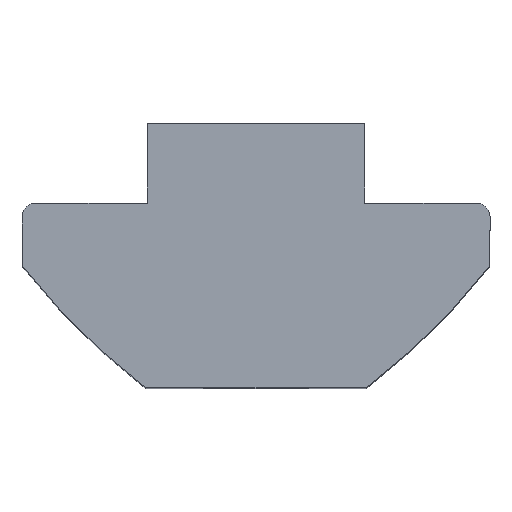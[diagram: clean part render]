
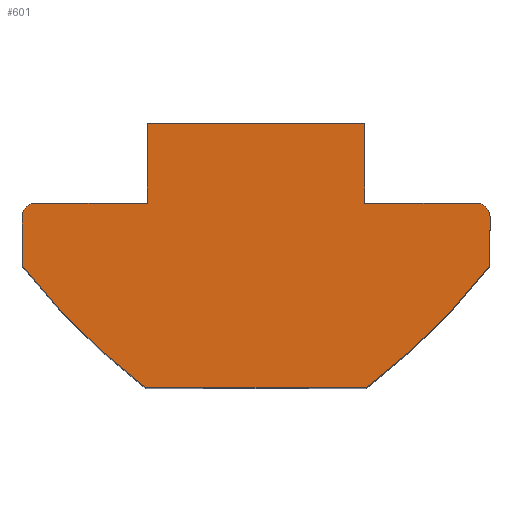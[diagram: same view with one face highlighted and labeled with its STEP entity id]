
A CAD part, top view. The second image highlights one B-rep face of the part: STEP entity #601.
In plain terms, the highlighted planar face has unit normal (0, 0, 1).
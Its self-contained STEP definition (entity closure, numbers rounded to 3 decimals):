
#7 = DIRECTION ( 'NONE',  ( -1., 0., 0. ) ) ;
#8 = CARTESIAN_POINT ( 'NONE',  ( -8., -3.4, 22. ) ) ;
#9 = VECTOR ( 'NONE', #646, 1000. ) ;
#10 = LINE ( 'NONE', #417, #246 ) ;
#12 = CARTESIAN_POINT ( 'NONE',  ( -8.5, -5.163, 22. ) ) ;
#13 = EDGE_CURVE ( 'NONE', #428, #625, #587, .T. ) ;
#17 = VERTEX_POINT ( 'NONE', #373 ) ;
#23 = ORIENTED_EDGE ( 'NONE', *, *, #445, .F. ) ;
#32 = ORIENTED_EDGE ( 'NONE', *, *, #355, .T. ) ;
#33 = ORIENTED_EDGE ( 'NONE', *, *, #518, .T. ) ;
#36 = CARTESIAN_POINT ( 'NONE',  ( 8.5, -3.4, 22. ) ) ;
#37 = VECTOR ( 'NONE', #264, 1000. ) ;
#43 = EDGE_CURVE ( 'NONE', #625, #684, #149, .T. ) ;
#48 = DIRECTION ( 'NONE',  ( 0., 1., 0. ) ) ;
#50 = EDGE_CURVE ( 'NONE', #485, #159, #302, .T. ) ;
#51 = LINE ( 'NONE', #327, #392 ) ;
#52 = ORIENTED_EDGE ( 'NONE', *, *, #676, .T. ) ;
#55 = EDGE_LOOP ( 'NONE', ( #359, #651, #23, #330, #65, #97, #33, #32, #256, #108, #52, #495 ) ) ;
#61 = CIRCLE ( 'NONE', #62, 0.5 ) ;
#62 = AXIS2_PLACEMENT_3D ( 'NONE', #8, #223, #593 ) ;
#65 = ORIENTED_EDGE ( 'NONE', *, *, #320, .T. ) ;
#69 = DIRECTION ( 'NONE',  ( 0., 0., 1. ) ) ;
#94 = CARTESIAN_POINT ( 'NONE',  ( -3.95, -2.9, 22. ) ) ;
#97 = ORIENTED_EDGE ( 'NONE', *, *, #50, .T. ) ;
#108 = ORIENTED_EDGE ( 'NONE', *, *, #481, .T. ) ;
#110 = VECTOR ( 'NONE', #136, 1000. ) ;
#111 = EDGE_CURVE ( 'NONE', #146, #17, #281, .T. ) ;
#123 = CARTESIAN_POINT ( 'NONE',  ( -3.95, 0., 22. ) ) ;
#125 = LINE ( 'NONE', #123, #519 ) ;
#136 = DIRECTION ( 'NONE',  ( -1., 0., 0. ) ) ;
#140 = DIRECTION ( 'NONE',  ( 1., 0., 0. ) ) ;
#143 = CARTESIAN_POINT ( 'NONE',  ( 8.5, -5.163, 22. ) ) ;
#146 = VERTEX_POINT ( 'NONE', #658 ) ;
#149 = CIRCLE ( 'NONE', #530, 24.5 ) ;
#159 = VERTEX_POINT ( 'NONE', #390 ) ;
#162 = VECTOR ( 'NONE', #529, 1000. ) ;
#176 = DIRECTION ( 'NONE',  ( 0., -1., 0. ) ) ;
#189 = PLANE ( 'NONE',  #580 ) ;
#202 = DIRECTION ( 'NONE',  ( -1., 0., 0. ) ) ;
#213 = CARTESIAN_POINT ( 'NONE',  ( -8., -2.9, 22. ) ) ;
#223 = DIRECTION ( 'NONE',  ( 0., 0., -1. ) ) ;
#225 = DIRECTION ( 'NONE',  ( -1., 0., 0. ) ) ;
#228 = CARTESIAN_POINT ( 'NONE',  ( 8., -3.4, 22. ) ) ;
#235 = CARTESIAN_POINT ( 'NONE',  ( 10.809, -2.9, 22. ) ) ;
#236 = CARTESIAN_POINT ( 'NONE',  ( 4., -9.6, 22. ) ) ;
#241 = VERTEX_POINT ( 'NONE', #36 ) ;
#246 = VECTOR ( 'NONE', #48, 1000. ) ;
#256 = ORIENTED_EDGE ( 'NONE', *, *, #465, .F. ) ;
#264 = DIRECTION ( 'NONE',  ( -1., 0., 0. ) ) ;
#265 = CARTESIAN_POINT ( 'NONE',  ( -4., -9.6, 22. ) ) ;
#268 = AXIS2_PLACEMENT_3D ( 'NONE', #228, #541, #370 ) ;
#273 = CARTESIAN_POINT ( 'NONE',  ( -10.809, 9.918, 22. ) ) ;
#281 = LINE ( 'NONE', #235, #110 ) ;
#283 = DIRECTION ( 'NONE',  ( 0., 0., 1. ) ) ;
#302 = LINE ( 'NONE', #432, #500 ) ;
#309 = CIRCLE ( 'NONE', #586, 24.5 ) ;
#313 = CARTESIAN_POINT ( 'NONE',  ( 3.95, 9.918, 22. ) ) ;
#320 = EDGE_CURVE ( 'NONE', #17, #485, #434, .T. ) ;
#327 = CARTESIAN_POINT ( 'NONE',  ( -8.5, 9.918, 22. ) ) ;
#330 = ORIENTED_EDGE ( 'NONE', *, *, #111, .T. ) ;
#347 = DIRECTION ( 'NONE',  ( 0., 0., 1. ) ) ;
#355 = EDGE_CURVE ( 'NONE', #685, #399, #540, .T. ) ;
#359 = ORIENTED_EDGE ( 'NONE', *, *, #43, .T. ) ;
#370 = DIRECTION ( 'NONE',  ( -1., 0., 0. ) ) ;
#373 = CARTESIAN_POINT ( 'NONE',  ( 3.95, -2.9, 22. ) ) ;
#384 = EDGE_CURVE ( 'NONE', #684, #241, #10, .T. ) ;
#390 = CARTESIAN_POINT ( 'NONE',  ( -3.95, 0., 22. ) ) ;
#392 = VECTOR ( 'NONE', #638, 1000. ) ;
#399 = VERTEX_POINT ( 'NONE', #213 ) ;
#417 = CARTESIAN_POINT ( 'NONE',  ( 8.5, 9.918, 22. ) ) ;
#425 = CARTESIAN_POINT ( 'NONE',  ( 10.809, -9.6, 22. ) ) ;
#428 = VERTEX_POINT ( 'NONE', #265 ) ;
#432 = CARTESIAN_POINT ( 'NONE',  ( 3.95, 0., 22. ) ) ;
#434 = LINE ( 'NONE', #313, #162 ) ;
#445 = EDGE_CURVE ( 'NONE', #146, #241, #623, .T. ) ;
#465 = EDGE_CURVE ( 'NONE', #466, #399, #61, .T. ) ;
#466 = VERTEX_POINT ( 'NONE', #475 ) ;
#475 = CARTESIAN_POINT ( 'NONE',  ( -8.5, -3.4, 22. ) ) ;
#481 = EDGE_CURVE ( 'NONE', #466, #590, #51, .T. ) ;
#485 = VERTEX_POINT ( 'NONE', #535 ) ;
#495 = ORIENTED_EDGE ( 'NONE', *, *, #13, .T. ) ;
#500 = VECTOR ( 'NONE', #225, 1000. ) ;
#518 = EDGE_CURVE ( 'NONE', #159, #685, #125, .T. ) ;
#519 = VECTOR ( 'NONE', #176, 1000. ) ;
#529 = DIRECTION ( 'NONE',  ( 0., 1., 0. ) ) ;
#530 = AXIS2_PLACEMENT_3D ( 'NONE', #273, #69, #7 ) ;
#535 = CARTESIAN_POINT ( 'NONE',  ( 3.95, 0., 22. ) ) ;
#540 = LINE ( 'NONE', #694, #37 ) ;
#541 = DIRECTION ( 'NONE',  ( 0., 0., -1. ) ) ;
#570 = CARTESIAN_POINT ( 'NONE',  ( 10.809, 9.918, 22. ) ) ;
#578 = FACE_OUTER_BOUND ( 'NONE', #55, .T. ) ;
#580 = AXIS2_PLACEMENT_3D ( 'NONE', #608, #283, #140 ) ;
#586 = AXIS2_PLACEMENT_3D ( 'NONE', #570, #347, #202 ) ;
#587 = LINE ( 'NONE', #425, #9 ) ;
#590 = VERTEX_POINT ( 'NONE', #12 ) ;
#593 = DIRECTION ( 'NONE',  ( -1., 0., 0. ) ) ;
#601 = ADVANCED_FACE ( 'NONE', ( #578 ), #189, .T. ) ;
#608 = CARTESIAN_POINT ( 'NONE',  ( 10.809, 9.918, 22. ) ) ;
#623 = CIRCLE ( 'NONE', #268, 0.5 ) ;
#625 = VERTEX_POINT ( 'NONE', #236 ) ;
#638 = DIRECTION ( 'NONE',  ( 0., -1., 0. ) ) ;
#646 = DIRECTION ( 'NONE',  ( 1., 0., 0. ) ) ;
#651 = ORIENTED_EDGE ( 'NONE', *, *, #384, .T. ) ;
#658 = CARTESIAN_POINT ( 'NONE',  ( 8., -2.9, 22. ) ) ;
#676 = EDGE_CURVE ( 'NONE', #590, #428, #309, .T. ) ;
#684 = VERTEX_POINT ( 'NONE', #143 ) ;
#685 = VERTEX_POINT ( 'NONE', #94 ) ;
#694 = CARTESIAN_POINT ( 'NONE',  ( 10.809, -2.9, 22. ) ) ;
